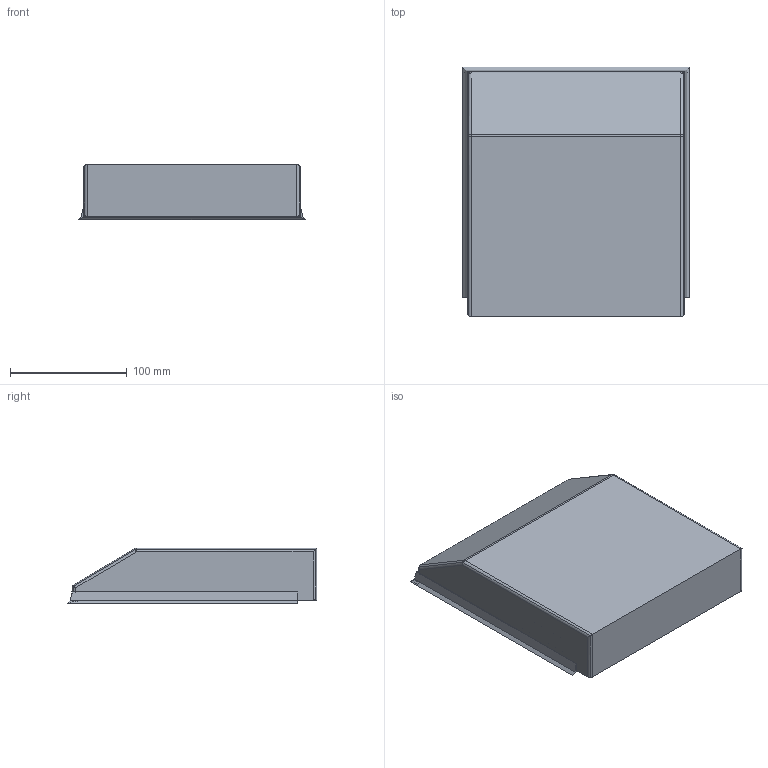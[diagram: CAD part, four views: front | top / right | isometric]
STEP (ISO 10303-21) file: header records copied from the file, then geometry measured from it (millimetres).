
FILE_DESCRIPTION (( 'STEP AP214' ), '1' );
FILE_NAME ('086700-00.STEP', '2017-12-07T20:48:54', ( '' ), ( '' ), 'SwSTEP 2.0', 'SolidWorks 2017', '' );
FILE_SCHEMA (( 'AUTOMOTIVE_DESIGN' ));
Length unit declared in the file: inch
Products named in the file (4): 08670.0-00_2; 086700-00; 08670.0-00_1; 08670.0-00_3
Assembly tree (3 placements, depth 2):
  086700-00
    08670.0-00_1
    08670.0-00_2
    08670.0-00_3
Bounding box: 194.82 x 213.87 x 47.62 mm (x, y, z)
Volume: 127411.2 mm3; surface area: 214795.2 mm2
Topology: 6 solids, 6 shells, 232 faces, 635 edges, 414 vertices
Faces by surface type: plane 187, cylinder 41, sphere 2, bspline 2
Entity records: 7552 total; most frequent: CARTESIAN_POINT 1391, ORIENTED_EDGE 1266, DIRECTION 1163, EDGE_CURVE 633, VECTOR 543, LINE 543, VERTEX_POINT 414, AXIS2_PLACEMENT_3D 310
